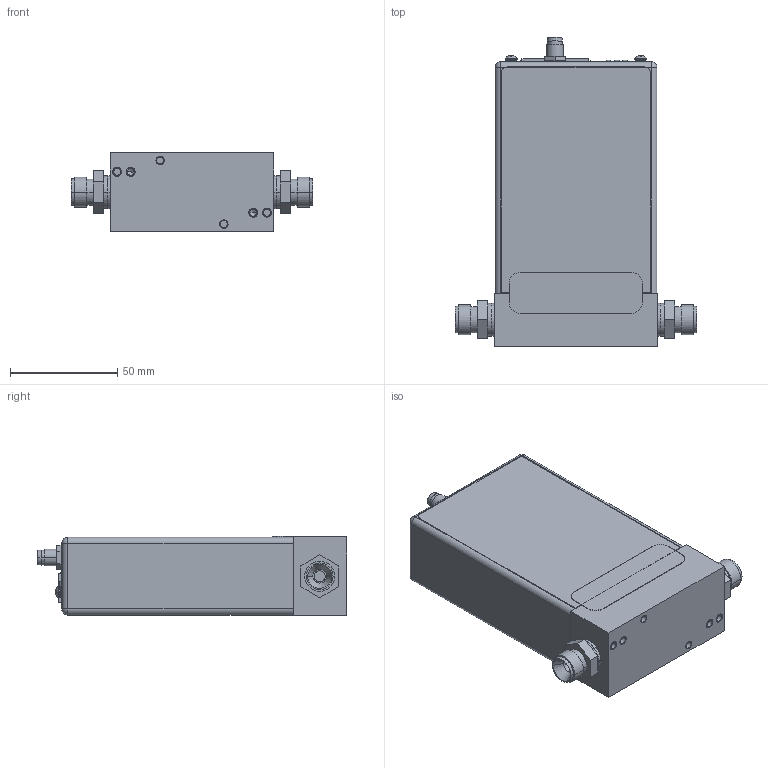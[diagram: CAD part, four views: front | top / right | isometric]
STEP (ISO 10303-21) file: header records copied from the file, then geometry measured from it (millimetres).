
FILE_DESCRIPTION((''),'2;1');
FILE_NAME('GM50A_ETHERCAT_1-4_TUBE_ASM','2014-09-26T',('cockrofm'),(''),'PRO/ENGINEER BY PARAMETRIC TECHNOLOGY CORPORATION, 2011490','PRO/ENGINEER BY PARAMETRIC TECHNOLOGY CORPORATION, 2011490','');
FILE_SCHEMA(('CONFIG_CONTROL_DESIGN'));
Length unit declared in the file: inch
Products named in the file (26): PRT0057; PRT0058; PRT0059; ASM0013_ASM; PRT0060; PRT0061; PRT0062; PRT0063; PRT0064; PRT0065; PRT0066; PRT0067; PRT0068; ASM0014_ASM; PRT0069; PRT0070; PRT0071; PRT0072; PRT0073; PRT0074; ASM0012_ASM; ASM0011_ASM; 116158-P2_FTTNG-SWGLCK_1; ASM0010_ASM; 119085-P1_DUMMY_BLANK; GM50A_ETHERCAT_1-4_TUBE_ASM
Assembly tree (32 placements, depth 6):
  GM50A_ETHERCAT_1-4_TUBE_ASM
    ASM0010_ASM
      ASM0011_ASM
        ASM0012_ASM
          PRT0057
          ASM0013_ASM
            PRT0058
            PRT0059
          PRT0060
          PRT0061
          PRT0062
          ASM0014_ASM
            PRT0063
            PRT0064
            PRT0065
            PRT0066
            PRT0067  x2
            PRT0068  x3
          PRT0069
          PRT0070
          PRT0071
          PRT0072
          PRT0073  x2
          PRT0074  x3
      116158-P2_FTTNG-SWGLCK_1  x2
    119085-P1_DUMMY_BLANK
Bounding box: 112.78 x 144.53 x 37.08 mm (x, y, z)
Volume: 106384.8 mm3; surface area: 112484.4 mm2
Topology: 27 solids, 33 shells, 1010 faces, 2437 edges, 1546 vertices
Faces by surface type: plane 611, cylinder 293, extrusion 40, cone 28, torus 24, sphere 14
Entity records: 24447 total; most frequent: CARTESIAN_POINT 4650, DIRECTION 4172, ORIENTED_EDGE 3826, EDGE_CURVE 1923, AXIS2_PLACEMENT_3D 1425, VECTOR 1322, LINE 1302, VERTEX_POINT 1234
